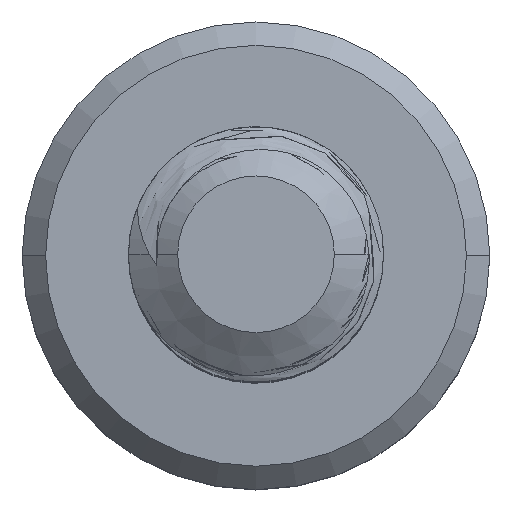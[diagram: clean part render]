
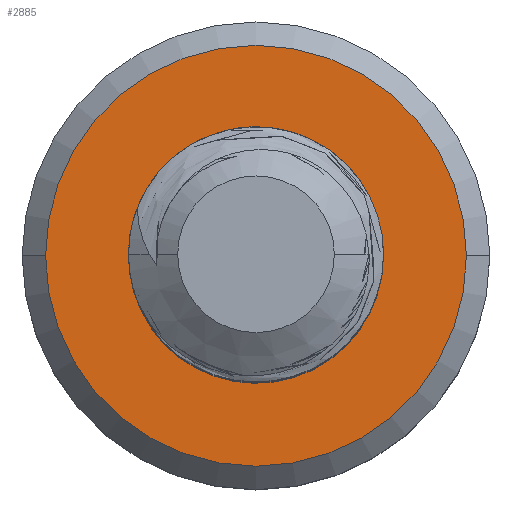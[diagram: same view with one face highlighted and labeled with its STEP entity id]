
A CAD part, top view. The second image highlights one B-rep face of the part: STEP entity #2885.
In plain terms, the highlighted planar face has unit normal (0, 0, 1).
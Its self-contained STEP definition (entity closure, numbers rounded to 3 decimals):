
#26 = PLANE ( 'NONE',  #1700 ) ;
#36 = DIRECTION ( 'NONE',  ( 0., 0., -1. ) ) ;
#257 = CARTESIAN_POINT ( 'NONE',  ( -1.387, -0.178, -10. ) ) ;
#293 = B_SPLINE_CURVE_WITH_KNOTS ( 'NONE', 3,
 ( #2458, #2024, #2877, #314, #3305, #753, #3741, #1181, #4186, #1611, #4605, #2045, #5040, #2476 ),
 .UNSPECIFIED., .F., .F.,
 ( 4, 2, 2, 2, 2, 2, 4 ),
 ( 0., 0.001, 0.001, 0.002, 0.002, 0.003, 0.003 ),
 .UNSPECIFIED. ) ;
#314 = CARTESIAN_POINT ( 'NONE',  ( 0.84, 1.143, -10. ) ) ;
#550 = ORIENTED_EDGE ( 'NONE', *, *, #5371, .F. ) ;
#680 = CARTESIAN_POINT ( 'NONE',  ( 0., -1.175, -10. ) ) ;
#701 = CARTESIAN_POINT ( 'NONE',  ( -1.362, 0.488, -10. ) ) ;
#710 = EDGE_CURVE ( 'NONE', #5316, #3493, #2899, .T. ) ;
#753 = CARTESIAN_POINT ( 'NONE',  ( 1.095, 0.838, -10. ) ) ;
#784 = DIRECTION ( 'NONE',  ( 0., 0., -1. ) ) ;
#1123 = CARTESIAN_POINT ( 'NONE',  ( -1.209, 0.856, -10. ) ) ;
#1181 = CARTESIAN_POINT ( 'NONE',  ( 1.301, 0.351, -10. ) ) ;
#1245 = EDGE_CURVE ( 'NONE', #5391, #3405, #4729, .T. ) ;
#1384 = CARTESIAN_POINT ( 'NONE',  ( 0., 0., -10. ) ) ;
#1388 = ORIENTED_EDGE ( 'NONE', *, *, #4204, .T. ) ;
#1399 = CARTESIAN_POINT ( 'NONE',  ( 0., 0., -10. ) ) ;
#1542 = EDGE_LOOP ( 'NONE', ( #550, #2882, #1388, #4458 ) ) ;
#1543 = CARTESIAN_POINT ( 'NONE',  ( -0.265, -1.182, -10. ) ) ;
#1557 = CARTESIAN_POINT ( 'NONE',  ( -1.051, 1.07, -10. ) ) ;
#1587 = VERTEX_POINT ( 'NONE', #3930 ) ;
#1599 = AXIS2_PLACEMENT_3D ( 'NONE', #3340, #784, #3778 ) ;
#1611 = CARTESIAN_POINT ( 'NONE',  ( 1.215, -0.312, -10. ) ) ;
#1700 = AXIS2_PLACEMENT_3D ( 'NONE', #2609, #36, #3035 ) ;
#1743 = CARTESIAN_POINT ( 'NONE',  ( 0., 1.5, -10. ) ) ;
#1819 = DIRECTION ( 'NONE',  ( 1., 0., 0. ) ) ;
#1829 = CARTESIAN_POINT ( 'NONE',  ( 2.475, 0., -10. ) ) ;
#1832 = DIRECTION ( 'NONE',  ( -1., 0., 0. ) ) ;
#1861 = VERTEX_POINT ( 'NONE', #1743 ) ;
#1974 = CARTESIAN_POINT ( 'NONE',  ( -0.649, -1.077, -10. ) ) ;
#2024 = CARTESIAN_POINT ( 'NONE',  ( 0.266, 1.478, -10. ) ) ;
#2045 = CARTESIAN_POINT ( 'NONE',  ( 1.017, -0.659, -10. ) ) ;
#2125 = DIRECTION ( 'NONE',  ( 0., 0., 1. ) ) ;
#2396 = CARTESIAN_POINT ( 'NONE',  ( -0.98, -0.856, -10. ) ) ;
#2458 = CARTESIAN_POINT ( 'NONE',  ( 0., 1.5, -10. ) ) ;
#2476 = CARTESIAN_POINT ( 'NONE',  ( 0.823, -0.839, -10. ) ) ;
#2480 = ORIENTED_EDGE ( 'NONE', *, *, #710, .T. ) ;
#2609 = CARTESIAN_POINT ( 'NONE',  ( 0., 0., -10. ) ) ;
#2820 = CARTESIAN_POINT ( 'NONE',  ( -1.226, -0.541, -10. ) ) ;
#2877 = CARTESIAN_POINT ( 'NONE',  ( 0.522, 1.38, -10. ) ) ;
#2882 = ORIENTED_EDGE ( 'NONE', *, *, #4756, .T. ) ;
#2885 = ADVANCED_FACE ( 'NONE', ( #4436, #5433 ), #26, .F. ) ;
#2899 = CIRCLE ( 'NONE', #5475, 2.475 ) ;
#3035 = DIRECTION ( 'NONE',  ( -1., 0., 0. ) ) ;
#3084 = CIRCLE ( 'NONE', #3246, 2.475 ) ;
#3237 = CARTESIAN_POINT ( 'NONE',  ( -0.133, -1.189, -10. ) ) ;
#3246 = AXIS2_PLACEMENT_3D ( 'NONE', #4681, #2125, #5123 ) ;
#3255 = CARTESIAN_POINT ( 'NONE',  ( -1.423, 0.097, -10. ) ) ;
#3305 = CARTESIAN_POINT ( 'NONE',  ( 0.935, 1.048, -10. ) ) ;
#3340 = CARTESIAN_POINT ( 'NONE',  ( 0., 0., -10. ) ) ;
#3405 = VERTEX_POINT ( 'NONE', #4345 ) ;
#3493 = VERTEX_POINT ( 'NONE', #1829 ) ;
#3650 = EDGE_CURVE ( 'NONE', #3493, #5316, #3084, .T. ) ;
#3679 = CIRCLE ( 'NONE', #5469, 1.5 ) ;
#3688 = CARTESIAN_POINT ( 'NONE',  ( -1.322, 0.617, -10. ) ) ;
#3741 = CARTESIAN_POINT ( 'NONE',  ( 1.161, 0.72, -10. ) ) ;
#3755 = CIRCLE ( 'NONE', #1599, 1.175 ) ;
#3778 = DIRECTION ( 'NONE',  ( 1., 0., 0. ) ) ;
#3897 = CARTESIAN_POINT ( 'NONE',  ( -2.475, 0., -10. ) ) ;
#3930 = CARTESIAN_POINT ( 'NONE',  ( 0.823, -0.839, -10. ) ) ;
#3960 = CARTESIAN_POINT ( 'NONE',  ( 0., -1.175, -10. ) ) ;
#4017 = ORIENTED_EDGE ( 'NONE', *, *, #3650, .T. ) ;
#4051 = EDGE_LOOP ( 'NONE', ( #2480, #4017 ) ) ;
#4137 = CARTESIAN_POINT ( 'NONE',  ( -1.137, 0.968, -10. ) ) ;
#4186 = CARTESIAN_POINT ( 'NONE',  ( 1.317, 0.073, -10. ) ) ;
#4204 = EDGE_CURVE ( 'NONE', #1587, #5391, #3755, .T. ) ;
#4345 = CARTESIAN_POINT ( 'NONE',  ( -1.051, 1.07, -10. ) ) ;
#4395 = DIRECTION ( 'NONE',  ( 0., 0., 1. ) ) ;
#4405 = DIRECTION ( 'NONE',  ( 0., 0., 1. ) ) ;
#4436 = FACE_OUTER_BOUND ( 'NONE', #4051, .T. ) ;
#4458 = ORIENTED_EDGE ( 'NONE', *, *, #1245, .T. ) ;
#4538 = CARTESIAN_POINT ( 'NONE',  ( -0.526, -1.125, -10. ) ) ;
#4605 = CARTESIAN_POINT ( 'NONE',  ( 1.161, -0.435, -10. ) ) ;
#4681 = CARTESIAN_POINT ( 'NONE',  ( 0., 0., -10. ) ) ;
#4729 = B_SPLINE_CURVE_WITH_KNOTS ( 'NONE', 3,
 ( #680, #3237, #1543, #4538, #1974, #4960, #2396, #5396, #2820, #257, #3255, #701, #3688, #1123, #4137, #1557 ),
 .UNSPECIFIED., .F., .F.,
 ( 4, 2, 2, 2, 2, 2, 2, 4 ),
 ( 0., 0., 0.001, 0.001, 0.002, 0.002, 0.003, 0.003 ),
 .UNSPECIFIED. ) ;
#4756 = EDGE_CURVE ( 'NONE', #1861, #1587, #293, .T. ) ;
#4960 = CARTESIAN_POINT ( 'NONE',  ( -0.878, -0.941, -10. ) ) ;
#5040 = CARTESIAN_POINT ( 'NONE',  ( 0.93, -0.757, -10. ) ) ;
#5123 = DIRECTION ( 'NONE',  ( -1., 0., 0. ) ) ;
#5316 = VERTEX_POINT ( 'NONE', #3897 ) ;
#5371 = EDGE_CURVE ( 'NONE', #1861, #3405, #3679, .T. ) ;
#5391 = VERTEX_POINT ( 'NONE', #3960 ) ;
#5396 = CARTESIAN_POINT ( 'NONE',  ( -1.155, -0.655, -10. ) ) ;
#5433 = FACE_BOUND ( 'NONE', #1542, .T. ) ;
#5469 = AXIS2_PLACEMENT_3D ( 'NONE', #1384, #4395, #1819 ) ;
#5475 = AXIS2_PLACEMENT_3D ( 'NONE', #1399, #4405, #1832 ) ;
